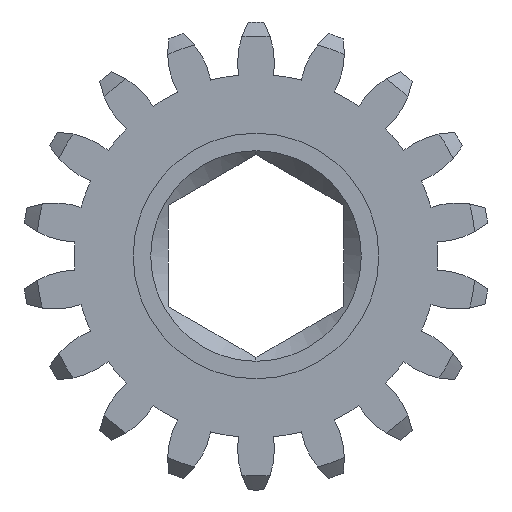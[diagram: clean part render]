
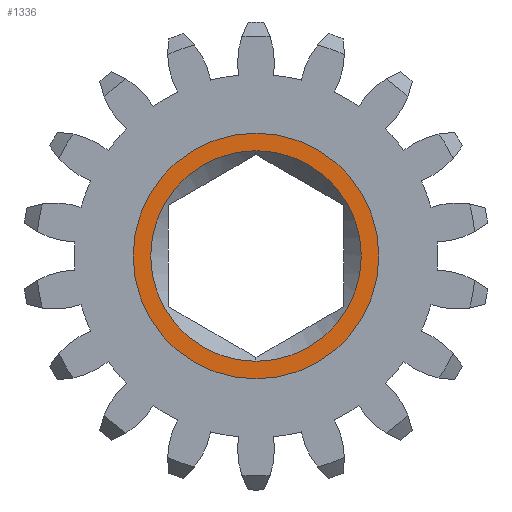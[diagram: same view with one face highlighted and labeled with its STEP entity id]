
A CAD part, left-side view. The second image highlights one B-rep face of the part: STEP entity #1336.
In plain terms, the highlighted planar face has unit normal (-1, 0, 0).
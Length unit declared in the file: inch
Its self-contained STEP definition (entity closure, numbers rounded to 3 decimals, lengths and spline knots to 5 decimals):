
#138 = PLANE ( 'NONE',  #3763 ) ;
#241 = EDGE_LOOP ( 'NONE', ( #3546, #2206 ) ) ;
#436 = DIRECTION ( 'NONE',  ( 0., 0., -1. ) ) ;
#478 = CARTESIAN_POINT ( 'NONE',  ( -0.0625, 0., -0.2625 ) ) ;
#488 = CIRCLE ( 'NONE', #4046, 0.2625 ) ;
#534 = CARTESIAN_POINT ( 'NONE',  ( -0.0625, 0., 0. ) ) ;
#581 = DIRECTION ( 'NONE',  ( 1., 0., 0. ) ) ;
#848 = DIRECTION ( 'NONE',  ( 1., 0., 0. ) ) ;
#855 = FACE_OUTER_BOUND ( 'NONE', #3445, .T. ) ;
#1164 = DIRECTION ( 'NONE',  ( 1., 0., 0. ) ) ;
#1283 = CARTESIAN_POINT ( 'NONE',  ( -0.0625, 0., 0.2625 ) ) ;
#1336 = ADVANCED_FACE ( 'NONE', ( #4038, #855 ), #138, .F. ) ;
#1353 = VERTEX_POINT ( 'NONE', #1283 ) ;
#1417 = DIRECTION ( 'NONE',  ( 1., 0., 0. ) ) ;
#1429 = DIRECTION ( 'NONE',  ( 1., 0., 0. ) ) ;
#1539 = VERTEX_POINT ( 'NONE', #2778 ) ;
#1769 = AXIS2_PLACEMENT_3D ( 'NONE', #3642, #1429, #436 ) ;
#1784 = VERTEX_POINT ( 'NONE', #478 ) ;
#1822 = AXIS2_PLACEMENT_3D ( 'NONE', #2615, #848, #4079 ) ;
#1854 = CIRCLE ( 'NONE', #2809, 0.225 ) ;
#2206 = ORIENTED_EDGE ( 'NONE', *, *, #4297, .T. ) ;
#2253 = CARTESIAN_POINT ( 'NONE',  ( -0.0625, 0., 0. ) ) ;
#2382 = CARTESIAN_POINT ( 'NONE',  ( -0.0625, 0., 0. ) ) ;
#2539 = DIRECTION ( 'NONE',  ( 0., 0., -1. ) ) ;
#2615 = CARTESIAN_POINT ( 'NONE',  ( -0.0625, 0., 0. ) ) ;
#2689 = VERTEX_POINT ( 'NONE', #3278 ) ;
#2701 = EDGE_CURVE ( 'NONE', #1353, #1784, #3478, .T. ) ;
#2778 = CARTESIAN_POINT ( 'NONE',  ( -0.0625, 0., -0.225 ) ) ;
#2809 = AXIS2_PLACEMENT_3D ( 'NONE', #2382, #1417, #4501 ) ;
#2826 = ORIENTED_EDGE ( 'NONE', *, *, #2701, .F. ) ;
#3013 = EDGE_CURVE ( 'NONE', #1539, #2689, #1854, .T. ) ;
#3278 = CARTESIAN_POINT ( 'NONE',  ( -0.0625, 0., 0.225 ) ) ;
#3445 = EDGE_LOOP ( 'NONE', ( #3890, #2826 ) ) ;
#3478 = CIRCLE ( 'NONE', #1769, 0.2625 ) ;
#3546 = ORIENTED_EDGE ( 'NONE', *, *, #3013, .T. ) ;
#3642 = CARTESIAN_POINT ( 'NONE',  ( -0.0625, 0., 0. ) ) ;
#3756 = CIRCLE ( 'NONE', #1822, 0.225 ) ;
#3763 = AXIS2_PLACEMENT_3D ( 'NONE', #534, #581, #3765 ) ;
#3765 = DIRECTION ( 'NONE',  ( 0., 0., -1. ) ) ;
#3890 = ORIENTED_EDGE ( 'NONE', *, *, #4209, .F. ) ;
#4038 = FACE_BOUND ( 'NONE', #241, .T. ) ;
#4046 = AXIS2_PLACEMENT_3D ( 'NONE', #2253, #1164, #2539 ) ;
#4079 = DIRECTION ( 'NONE',  ( 0., 0., -1. ) ) ;
#4209 = EDGE_CURVE ( 'NONE', #1784, #1353, #488, .T. ) ;
#4297 = EDGE_CURVE ( 'NONE', #2689, #1539, #3756, .T. ) ;
#4501 = DIRECTION ( 'NONE',  ( 0., 0., -1. ) ) ;
